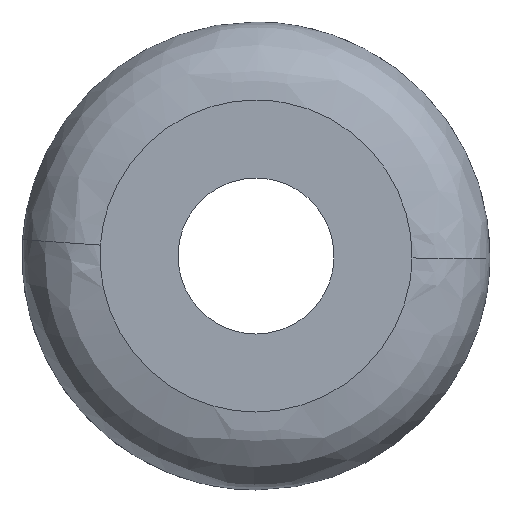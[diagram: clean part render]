
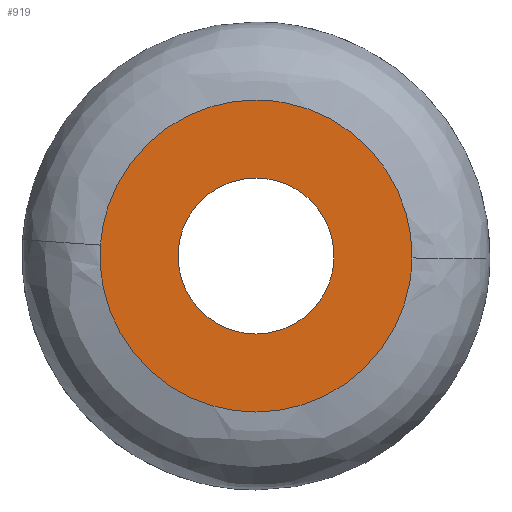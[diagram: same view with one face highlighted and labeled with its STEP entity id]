
A CAD part, front view. The second image highlights one B-rep face of the part: STEP entity #919.
In plain terms, the highlighted free-form (B-spline) face has degree [1, 1] with [2, 2] control points.
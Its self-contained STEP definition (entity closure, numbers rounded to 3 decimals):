
#271=CARTESIAN_POINT('',(2.979,0.,-0.354));
#272=VERTEX_POINT('',#271);
#278=CARTESIAN_POINT('',(0.0,0.,3.0));
#279=VERTEX_POINT('',#278);
#280=CARTESIAN_POINT('',(2.979,0.,-0.354));
#281=CARTESIAN_POINT('',(3.0,0.,-0.178));
#282=CARTESIAN_POINT('',(3.0,0.,0.));
#283=CARTESIAN_POINT('',(3.0,0.,3.0));
#284=CARTESIAN_POINT('',(0.0,0.,3.0));
#292=(BOUNDED_CURVE()B_SPLINE_CURVE(2,(#280,#281,#282,#283,#284),.UNSPECIFIED.,.F.,.U.)B_SPLINE_CURVE_WITH_KNOTS((3,2,3),(0.23,0.25,0.5),.UNSPECIFIED.)CURVE()GEOMETRIC_REPRESENTATION_ITEM()RATIONAL_B_SPLINE_CURVE((0.956,0.976,1.0,0.707,1.0))REPRESENTATION_ITEM(''));
#293=EDGE_CURVE('',#272,#279,#292,.T.);
#295=CARTESIAN_POINT('',(-2.994,0.,0.183));
#296=VERTEX_POINT('',#295);
#297=CARTESIAN_POINT('',(0.0,0.,3.0));
#298=CARTESIAN_POINT('',(-2.822,0.,3.0));
#299=CARTESIAN_POINT('',(-2.994,0.,0.183));
#307=(BOUNDED_CURVE()B_SPLINE_CURVE(2,(#297,#298,#299),.UNSPECIFIED.,.F.,.U.)B_SPLINE_CURVE_WITH_KNOTS((3,3),(0.5,0.739),.UNSPECIFIED.)CURVE()GEOMETRIC_REPRESENTATION_ITEM()RATIONAL_B_SPLINE_CURVE((1.0,0.72,0.976))REPRESENTATION_ITEM(''));
#308=EDGE_CURVE('',#279,#296,#307,.T.);
#386=CARTESIAN_POINT('',(0.0,0.,-3.0));
#387=VERTEX_POINT('',#386);
#388=CARTESIAN_POINT('',(-2.994,0.,0.183));
#389=CARTESIAN_POINT('',(-3.0,0.,0.092));
#390=CARTESIAN_POINT('',(-3.0,0.,0.));
#391=CARTESIAN_POINT('',(-3.0,0.,-3.0));
#392=CARTESIAN_POINT('',(0.0,0.,-3.0));
#400=(BOUNDED_CURVE()B_SPLINE_CURVE(2,(#388,#389,#390,#391,#392),.UNSPECIFIED.,.F.,.U.)B_SPLINE_CURVE_WITH_KNOTS((3,2,3),(0.739,0.75,1.0),.UNSPECIFIED.)CURVE()GEOMETRIC_REPRESENTATION_ITEM()RATIONAL_B_SPLINE_CURVE((0.976,0.988,1.0,0.707,1.0))REPRESENTATION_ITEM(''));
#401=EDGE_CURVE('',#296,#387,#400,.T.);
#403=CARTESIAN_POINT('',(0.0,0.,-3.0));
#404=CARTESIAN_POINT('',(2.665,0.,-3.));
#405=CARTESIAN_POINT('',(2.979,0.,-0.354));
#413=(BOUNDED_CURVE()B_SPLINE_CURVE(2,(#403,#404,#405),.UNSPECIFIED.,.F.,.U.)B_SPLINE_CURVE_WITH_KNOTS((3,3),(0.0,0.23),.UNSPECIFIED.)CURVE()GEOMETRIC_REPRESENTATION_ITEM()RATIONAL_B_SPLINE_CURVE((1.0,0.731,0.956))REPRESENTATION_ITEM(''));
#414=EDGE_CURVE('',#387,#272,#413,.T.);
#483=CARTESIAN_POINT('',(6.,0.,-0.075));
#484=VERTEX_POINT('',#483);
#498=CARTESIAN_POINT('',(0.0,0.,-6.0));
#499=VERTEX_POINT('',#498);
#500=CARTESIAN_POINT('',(0.0,0.,-6.0));
#501=CARTESIAN_POINT('',(5.925,0.,-6.));
#502=CARTESIAN_POINT('',(6.,0.,-0.075));
#510=(BOUNDED_CURVE()B_SPLINE_CURVE(2,(#500,#501,#502),.UNSPECIFIED.,.F.,.U.)B_SPLINE_CURVE_WITH_KNOTS((3,3),(0.0,0.248),.UNSPECIFIED.)CURVE()GEOMETRIC_REPRESENTATION_ITEM()RATIONAL_B_SPLINE_CURVE((1.0,0.71,0.995))REPRESENTATION_ITEM(''));
#511=EDGE_CURVE('',#499,#484,#510,.T.);
#513=CARTESIAN_POINT('',(-5.985,0.,0.418));
#514=VERTEX_POINT('',#513);
#515=CARTESIAN_POINT('',(-5.985,0.,0.418));
#516=CARTESIAN_POINT('',(-6.,0.,0.209));
#517=CARTESIAN_POINT('',(-6.0,0.,0.));
#518=CARTESIAN_POINT('',(-6.0,0.,-6.0));
#519=CARTESIAN_POINT('',(0.0,0.,-6.0));
#527=(BOUNDED_CURVE()B_SPLINE_CURVE(2,(#515,#516,#517,#518,#519),.UNSPECIFIED.,.F.,.U.)B_SPLINE_CURVE_WITH_KNOTS((3,2,3),(0.738,0.75,1.0),.UNSPECIFIED.)CURVE()GEOMETRIC_REPRESENTATION_ITEM()RATIONAL_B_SPLINE_CURVE((0.973,0.986,1.0,0.707,1.0))REPRESENTATION_ITEM(''));
#528=EDGE_CURVE('',#514,#499,#527,.T.);
#585=CARTESIAN_POINT('',(0.0,0.,6.0));
#586=VERTEX_POINT('',#585);
#587=CARTESIAN_POINT('',(0.0,0.,6.0));
#588=CARTESIAN_POINT('',(-5.595,0.,6.0));
#589=CARTESIAN_POINT('',(-5.985,0.,0.418));
#597=(BOUNDED_CURVE()B_SPLINE_CURVE(2,(#587,#588,#589),.UNSPECIFIED.,.F.,.U.)B_SPLINE_CURVE_WITH_KNOTS((3,3),(0.5,0.738),.UNSPECIFIED.)CURVE()GEOMETRIC_REPRESENTATION_ITEM()RATIONAL_B_SPLINE_CURVE((1.0,0.721,0.973))REPRESENTATION_ITEM(''));
#598=EDGE_CURVE('',#586,#514,#597,.T.);
#600=CARTESIAN_POINT('',(6.,0.,-0.075));
#601=CARTESIAN_POINT('',(6.,0.,-0.038));
#602=CARTESIAN_POINT('',(6.0,0.,0.));
#603=CARTESIAN_POINT('',(6.0,0.,6.0));
#604=CARTESIAN_POINT('',(0.0,0.,6.0));
#612=(BOUNDED_CURVE()B_SPLINE_CURVE(2,(#600,#601,#602,#603,#604),.UNSPECIFIED.,.F.,.U.)B_SPLINE_CURVE_WITH_KNOTS((3,2,3),(0.248,0.25,0.5),.UNSPECIFIED.)CURVE()GEOMETRIC_REPRESENTATION_ITEM()RATIONAL_B_SPLINE_CURVE((0.995,0.997,1.0,0.707,1.0))REPRESENTATION_ITEM(''));
#613=EDGE_CURVE('',#484,#586,#612,.T.);
#902=CARTESIAN_POINT('',(-6.599,0.,-6.599));
#903=CARTESIAN_POINT('',(-6.599,0.,6.599));
#904=CARTESIAN_POINT('',(6.599,0.,-6.599));
#905=CARTESIAN_POINT('',(6.599,0.,6.599));
#906=B_SPLINE_SURFACE_WITH_KNOTS('',1,1,((#902,#904),(#903,#905)),.UNSPECIFIED.,.F.,.F.,.U.,(2,2),(2,2),(0.0,13.199),(0.0,13.198),.UNSPECIFIED.);
#907=ORIENTED_EDGE('',*,*,#511,.T.);
#908=ORIENTED_EDGE('',*,*,#613,.T.);
#909=ORIENTED_EDGE('',*,*,#598,.T.);
#910=ORIENTED_EDGE('',*,*,#528,.T.);
#911=EDGE_LOOP('',(#907,#908,#909,#910));
#912=FACE_OUTER_BOUND('',#911,.T.);
#913=ORIENTED_EDGE('',*,*,#308,.F.);
#914=ORIENTED_EDGE('',*,*,#293,.F.);
#915=ORIENTED_EDGE('',*,*,#414,.F.);
#916=ORIENTED_EDGE('',*,*,#401,.F.);
#917=EDGE_LOOP('',(#913,#914,#915,#916));
#918=FACE_BOUND('',#917,.T.);
#919=ADVANCED_FACE('',(#912,#918),#906,.F.);
